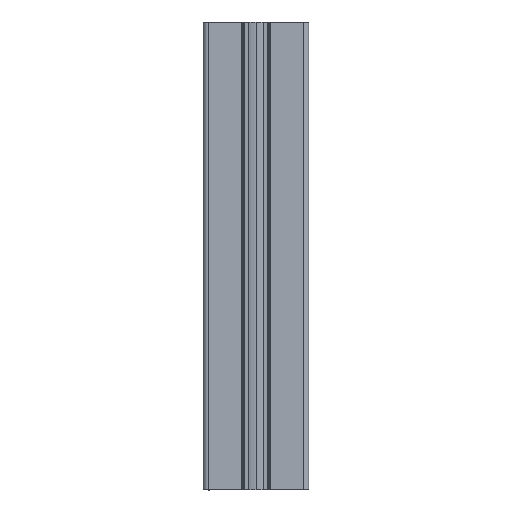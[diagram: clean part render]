
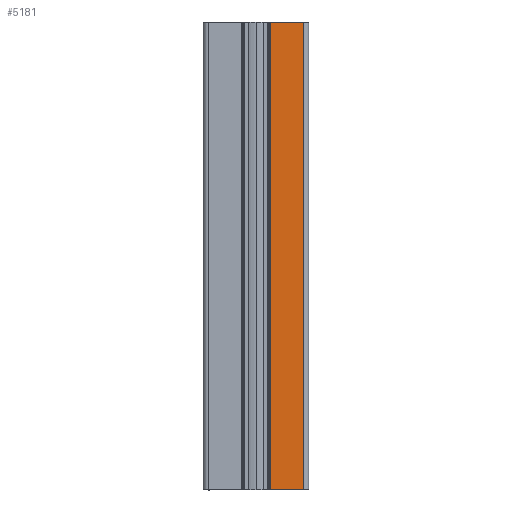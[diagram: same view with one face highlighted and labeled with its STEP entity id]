
A CAD part, top view. The second image highlights one B-rep face of the part: STEP entity #5181.
In plain terms, the highlighted planar face has unit normal (0, 0, 1).
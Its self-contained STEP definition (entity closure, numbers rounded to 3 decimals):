
#114 = LINE ( 'NONE', #4318, #451 ) ;
#390 = VERTEX_POINT ( 'NONE', #2046 ) ;
#393 = VECTOR ( 'NONE', #674, 1000. ) ;
#402 = ORIENTED_EDGE ( 'NONE', *, *, #5288, .F. ) ;
#414 = EDGE_CURVE ( 'NONE', #3986, #4550, #4650, .T. ) ;
#451 = VECTOR ( 'NONE', #2219, 1000. ) ;
#674 = DIRECTION ( 'NONE',  ( 0., -1., 0. ) ) ;
#705 = VECTOR ( 'NONE', #3919, 1000. ) ;
#1213 = LINE ( 'NONE', #5360, #393 ) ;
#1288 = PLANE ( 'NONE',  #3335 ) ;
#1631 = DIRECTION ( 'NONE',  ( 1., 0., 0. ) ) ;
#1651 = FACE_OUTER_BOUND ( 'NONE', #5357, .T. ) ;
#1973 = LINE ( 'NONE', #4791, #705 ) ;
#2046 = CARTESIAN_POINT ( 'NONE',  ( 20.5, 0., 15. ) ) ;
#2173 = ORIENTED_EDGE ( 'NONE', *, *, #4879, .T. ) ;
#2219 = DIRECTION ( 'NONE',  ( 1., 0., 0. ) ) ;
#2486 = ORIENTED_EDGE ( 'NONE', *, *, #414, .F. ) ;
#2557 = DIRECTION ( 'NONE',  ( 0., 0., 1. ) ) ;
#2820 = CARTESIAN_POINT ( 'NONE',  ( 6.3, 0., 15. ) ) ;
#3335 = AXIS2_PLACEMENT_3D ( 'NONE', #5088, #2557, #1631 ) ;
#3692 = ORIENTED_EDGE ( 'NONE', *, *, #3962, .T. ) ;
#3919 = DIRECTION ( 'NONE',  ( 0., -1., 0. ) ) ;
#3962 = EDGE_CURVE ( 'NONE', #3986, #5019, #1213, .T. ) ;
#3986 = VERTEX_POINT ( 'NONE', #4478 ) ;
#4301 = VECTOR ( 'NONE', #5021, 1000. ) ;
#4318 = CARTESIAN_POINT ( 'NONE',  ( 6.3, 0., 15. ) ) ;
#4478 = CARTESIAN_POINT ( 'NONE',  ( 6.3, 200., 15. ) ) ;
#4528 = CARTESIAN_POINT ( 'NONE',  ( 20.5, 200., 15. ) ) ;
#4550 = VERTEX_POINT ( 'NONE', #4528 ) ;
#4650 = LINE ( 'NONE', #4656, #4301 ) ;
#4656 = CARTESIAN_POINT ( 'NONE',  ( 0., 200., 15. ) ) ;
#4791 = CARTESIAN_POINT ( 'NONE',  ( 20.5, 0., 15. ) ) ;
#4879 = EDGE_CURVE ( 'NONE', #5019, #390, #114, .T. ) ;
#5019 = VERTEX_POINT ( 'NONE', #2820 ) ;
#5021 = DIRECTION ( 'NONE',  ( 1., 0., 0. ) ) ;
#5088 = CARTESIAN_POINT ( 'NONE',  ( 6.3, 0., 15. ) ) ;
#5181 = ADVANCED_FACE ( 'NONE', ( #1651 ), #1288, .T. ) ;
#5288 = EDGE_CURVE ( 'NONE', #4550, #390, #1973, .T. ) ;
#5357 = EDGE_LOOP ( 'NONE', ( #2173, #402, #2486, #3692 ) ) ;
#5360 = CARTESIAN_POINT ( 'NONE',  ( 6.3, 0., 15. ) ) ;
